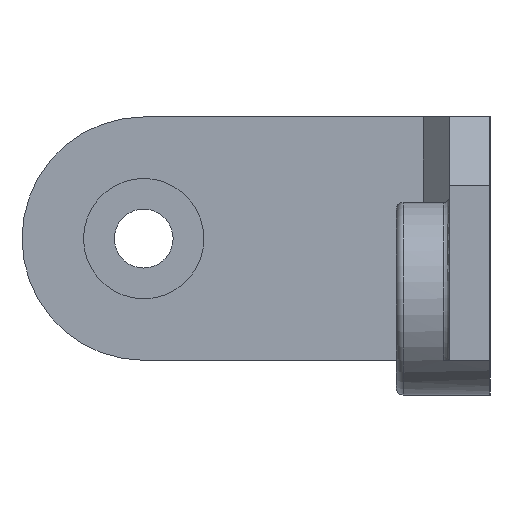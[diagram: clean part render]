
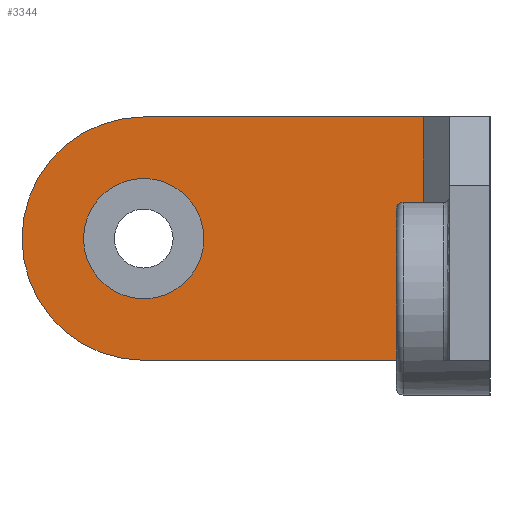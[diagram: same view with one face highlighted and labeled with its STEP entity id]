
A CAD part, left-side view. The second image highlights one B-rep face of the part: STEP entity #3344.
In plain terms, the highlighted planar face has unit normal (-1, 0, 0).
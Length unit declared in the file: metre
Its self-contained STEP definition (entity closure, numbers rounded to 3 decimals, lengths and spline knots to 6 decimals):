
#96 = AXIS2_PLACEMENT_3D ( 'NONE', #1416, #2489, #2475 ) ;
#173 = FACE_BOUND ( 'NONE', #3136, .T. ) ;
#270 = ORIENTED_EDGE ( 'NONE', *, *, #4593, .F. ) ;
#613 = CARTESIAN_POINT ( 'NONE',  ( 14.9, 2.5, 6.8 ) ) ;
#649 = LINE ( 'NONE', #2149, #747 ) ;
#670 = ORIENTED_EDGE ( 'NONE', *, *, #2518, .T. ) ;
#675 = DIRECTION ( 'NONE',  ( 0., -1., 0. ) ) ;
#730 = VECTOR ( 'NONE', #675, 1. ) ;
#747 = VECTOR ( 'NONE', #3222, 1. ) ;
#822 = DIRECTION ( 'NONE',  ( 1., 0., 0. ) ) ;
#866 = CIRCLE ( 'NONE', #2562, 2.25 ) ;
#891 = CARTESIAN_POINT ( 'NONE',  ( 14.9, 12.95, 2.25 ) ) ;
#954 = CARTESIAN_POINT ( 'NONE',  ( 14.9, 17.5, -2.3 ) ) ;
#1282 = DIRECTION ( 'NONE',  ( 0., 0., -1. ) ) ;
#1311 = CARTESIAN_POINT ( 'NONE',  ( 14.9, 17.5, 6.8 ) ) ;
#1332 = AXIS2_PLACEMENT_3D ( 'NONE', #954, #2035, #2058 ) ;
#1408 = CIRCLE ( 'NONE', #96, 2.25 ) ;
#1416 = CARTESIAN_POINT ( 'NONE',  ( 14.9, 12.95, 2.25 ) ) ;
#1543 = DIRECTION ( 'NONE',  ( 0., 0., -1. ) ) ;
#1673 = DIRECTION ( 'NONE',  ( 0., -1., 0. ) ) ;
#1685 = LINE ( 'NONE', #1311, #2637 ) ;
#1706 = PLANE ( 'NONE',  #1332 ) ;
#1788 = CARTESIAN_POINT ( 'NONE',  ( 14.9, 2.5, -2.3 ) ) ;
#1791 = CARTESIAN_POINT ( 'NONE',  ( 14.9, 12.95, -2.3 ) ) ;
#1816 = VERTEX_POINT ( 'NONE', #613 ) ;
#1820 = ORIENTED_EDGE ( 'NONE', *, *, #4308, .T. ) ;
#2035 = DIRECTION ( 'NONE',  ( 1., 0., 0. ) ) ;
#2052 = ORIENTED_EDGE ( 'NONE', *, *, #4288, .T. ) ;
#2058 = DIRECTION ( 'NONE',  ( 0., 0., -1. ) ) ;
#2149 = CARTESIAN_POINT ( 'NONE',  ( 14.9, 2.5, -2.3 ) ) ;
#2190 = CARTESIAN_POINT ( 'NONE',  ( 14.9, 12.95, 4.5 ) ) ;
#2350 = EDGE_CURVE ( 'NONE', #2812, #1816, #649, .T. ) ;
#2417 = CIRCLE ( 'NONE', #2487, 4.55 ) ;
#2449 = CARTESIAN_POINT ( 'NONE',  ( 14.9, 17.5, -2.3 ) ) ;
#2475 = DIRECTION ( 'NONE',  ( 0., 0., -1. ) ) ;
#2487 = AXIS2_PLACEMENT_3D ( 'NONE', #2964, #822, #1543 ) ;
#2489 = DIRECTION ( 'NONE',  ( 1., 0., 0. ) ) ;
#2518 = EDGE_CURVE ( 'NONE', #3602, #2880, #866, .T. ) ;
#2562 = AXIS2_PLACEMENT_3D ( 'NONE', #891, #4458, #1282 ) ;
#2576 = CARTESIAN_POINT ( 'NONE',  ( 14.9, 12.95, 0. ) ) ;
#2637 = VECTOR ( 'NONE', #1673, 1. ) ;
#2722 = ORIENTED_EDGE ( 'NONE', *, *, #4124, .F. ) ;
#2812 = VERTEX_POINT ( 'NONE', #1788 ) ;
#2880 = VERTEX_POINT ( 'NONE', #2190 ) ;
#2964 = CARTESIAN_POINT ( 'NONE',  ( 14.9, 12.95, 2.25 ) ) ;
#2985 = CARTESIAN_POINT ( 'NONE',  ( 14.9, 12.95, 6.8 ) ) ;
#3080 = VERTEX_POINT ( 'NONE', #2985 ) ;
#3136 = EDGE_LOOP ( 'NONE', ( #1820, #670 ) ) ;
#3222 = DIRECTION ( 'NONE',  ( 0., 0., 1. ) ) ;
#3232 = LINE ( 'NONE', #2449, #730 ) ;
#3314 = ORIENTED_EDGE ( 'NONE', *, *, #2350, .T. ) ;
#3344 = ADVANCED_FACE ( 'NONE', ( #3870, #173 ), #1706, .F. ) ;
#3426 = VERTEX_POINT ( 'NONE', #1791 ) ;
#3602 = VERTEX_POINT ( 'NONE', #2576 ) ;
#3870 = FACE_OUTER_BOUND ( 'NONE', #4104, .T. ) ;
#4104 = EDGE_LOOP ( 'NONE', ( #2052, #3314, #2722, #270 ) ) ;
#4124 = EDGE_CURVE ( 'NONE', #3080, #1816, #1685, .T. ) ;
#4288 = EDGE_CURVE ( 'NONE', #3426, #2812, #3232, .T. ) ;
#4308 = EDGE_CURVE ( 'NONE', #2880, #3602, #1408, .T. ) ;
#4458 = DIRECTION ( 'NONE',  ( 1., 0., 0. ) ) ;
#4593 = EDGE_CURVE ( 'NONE', #3426, #3080, #2417, .T. ) ;
